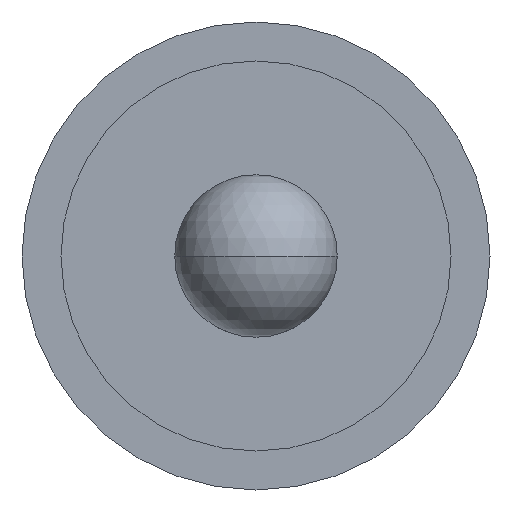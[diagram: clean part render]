
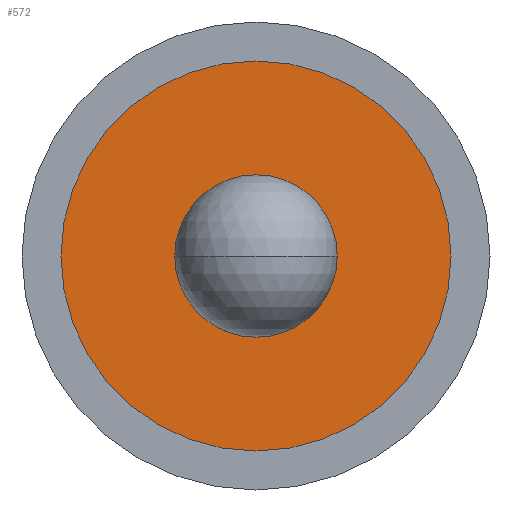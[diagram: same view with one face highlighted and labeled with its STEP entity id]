
A CAD part, left-side view. The second image highlights one B-rep face of the part: STEP entity #572.
In plain terms, the highlighted planar face has unit normal (-1, 0, 0).
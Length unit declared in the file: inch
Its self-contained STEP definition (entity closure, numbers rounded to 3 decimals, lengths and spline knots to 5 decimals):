
#23 = ORIENTED_EDGE ( 'NONE', *, *, #686, .T. ) ;
#53 = EDGE_LOOP ( 'NONE', ( #724, #66 ) ) ;
#66 = ORIENTED_EDGE ( 'NONE', *, *, #555, .F. ) ;
#67 = CARTESIAN_POINT ( 'NONE',  ( 0.235, 0., 0.0125 ) ) ;
#99 = EDGE_CURVE ( 'NONE', #204, #113, #402, .T. ) ;
#113 = VERTEX_POINT ( 'NONE', #574 ) ;
#169 = AXIS2_PLACEMENT_3D ( 'NONE', #613, #205, #215 ) ;
#173 = DIRECTION ( 'NONE',  ( 0., 0., 1. ) ) ;
#194 = DIRECTION ( 'NONE',  ( 0., 0., -1. ) ) ;
#203 = CARTESIAN_POINT ( 'NONE',  ( 0.235, 0., -0.0125 ) ) ;
#204 = VERTEX_POINT ( 'NONE', #646 ) ;
#205 = DIRECTION ( 'NONE',  ( -1., 0., 0. ) ) ;
#209 = VERTEX_POINT ( 'NONE', #203 ) ;
#215 = DIRECTION ( 'NONE',  ( 0., 0., 1. ) ) ;
#252 = CARTESIAN_POINT ( 'NONE',  ( 0.235, 0.0125, 0. ) ) ;
#313 = CARTESIAN_POINT ( 'NONE',  ( 0.235, 0., 0. ) ) ;
#328 = CIRCLE ( 'NONE', #439, 0.0125 ) ;
#370 = DIRECTION ( 'NONE',  ( -1., 0., 0. ) ) ;
#374 = DIRECTION ( 'NONE',  ( 0., 0., 1. ) ) ;
#379 = EDGE_LOOP ( 'NONE', ( #486, #23 ) ) ;
#386 = AXIS2_PLACEMENT_3D ( 'NONE', #313, #539, #418 ) ;
#402 = CIRCLE ( 'NONE', #665, 0.03 ) ;
#418 = DIRECTION ( 'NONE',  ( 0., 0., 1. ) ) ;
#427 = DIRECTION ( 'NONE',  ( 1., 0., 0. ) ) ;
#432 = VERTEX_POINT ( 'NONE', #67 ) ;
#439 = AXIS2_PLACEMENT_3D ( 'NONE', #535, #370, #374 ) ;
#454 = CARTESIAN_POINT ( 'NONE',  ( 0.235, 0., 0. ) ) ;
#474 = AXIS2_PLACEMENT_3D ( 'NONE', #252, #427, #194 ) ;
#475 = PLANE ( 'NONE',  #474 ) ;
#486 = ORIENTED_EDGE ( 'NONE', *, *, #99, .T. ) ;
#487 = CIRCLE ( 'NONE', #169, 0.03 ) ;
#535 = CARTESIAN_POINT ( 'NONE',  ( 0.235, 0., 0. ) ) ;
#538 = CIRCLE ( 'NONE', #386, 0.0125 ) ;
#539 = DIRECTION ( 'NONE',  ( -1., 0., 0. ) ) ;
#555 = EDGE_CURVE ( 'NONE', #209, #432, #328, .T. ) ;
#566 = EDGE_CURVE ( 'NONE', #432, #209, #538, .T. ) ;
#572 = ADVANCED_FACE ( 'NONE', ( #599, #645 ), #475, .F. ) ;
#574 = CARTESIAN_POINT ( 'NONE',  ( 0.235, 0., -0.03 ) ) ;
#599 = FACE_BOUND ( 'NONE', #53, .T. ) ;
#613 = CARTESIAN_POINT ( 'NONE',  ( 0.235, 0., 0. ) ) ;
#645 = FACE_OUTER_BOUND ( 'NONE', #379, .T. ) ;
#646 = CARTESIAN_POINT ( 'NONE',  ( 0.235, 0., 0.03 ) ) ;
#665 = AXIS2_PLACEMENT_3D ( 'NONE', #454, #685, #173 ) ;
#685 = DIRECTION ( 'NONE',  ( -1., 0., 0. ) ) ;
#686 = EDGE_CURVE ( 'NONE', #113, #204, #487, .T. ) ;
#724 = ORIENTED_EDGE ( 'NONE', *, *, #566, .F. ) ;
